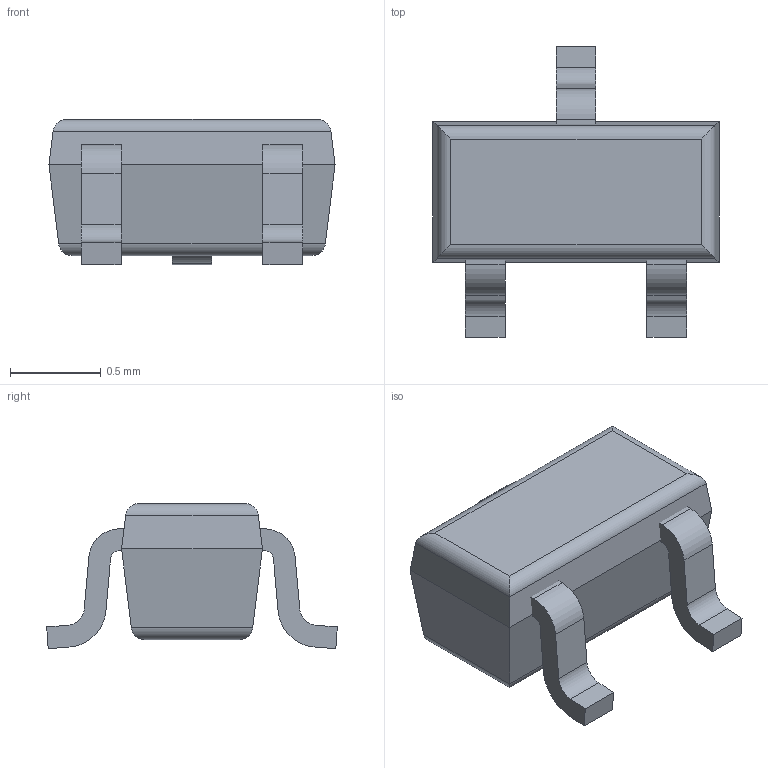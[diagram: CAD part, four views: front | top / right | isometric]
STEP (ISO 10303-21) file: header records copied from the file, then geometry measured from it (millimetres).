
FILE_DESCRIPTION(/* description */ ('Unknown'),/* implementation_level */ '2;1');
FILE_NAME(/* name */ 'SOT-523 STP',/* time_stamp */ '2018-05-22T10:32:11+08:00',/* author */ ('Unknown'),/* organization */ ('Unknown'),/* preprocessor_version */ 'ST-DEVELOPER v16.7',/* originating_system */ 'DEX',/* authorisation */ $);
FILE_SCHEMA (('AUTOMOTIVE_DESIGN {1 0 10303 214 3 1 1}'));
Length unit declared in the file: millimetre
Products named in the file (3): SOT-523 STP; LF; CPD
Assembly tree (2 placements, depth 2):
  SOT-523 STP
    LF
    CPD
Bounding box: 1.57 x 1.6 x 0.8 mm (x, y, z)
Volume: 0.9 mm3; surface area: 7.2 mm2
Topology: 4 solids, 4 shells, 66 faces, 162 edges, 104 vertices
Faces by surface type: plane 40, cylinder 26
Entity records: 2020 total; most frequent: DIRECTION 344, CARTESIAN_POINT 335, ORIENTED_EDGE 324, EDGE_CURVE 162, LINE 118, VECTOR 118, AXIS2_PLACEMENT_3D 113, VERTEX_POINT 104
